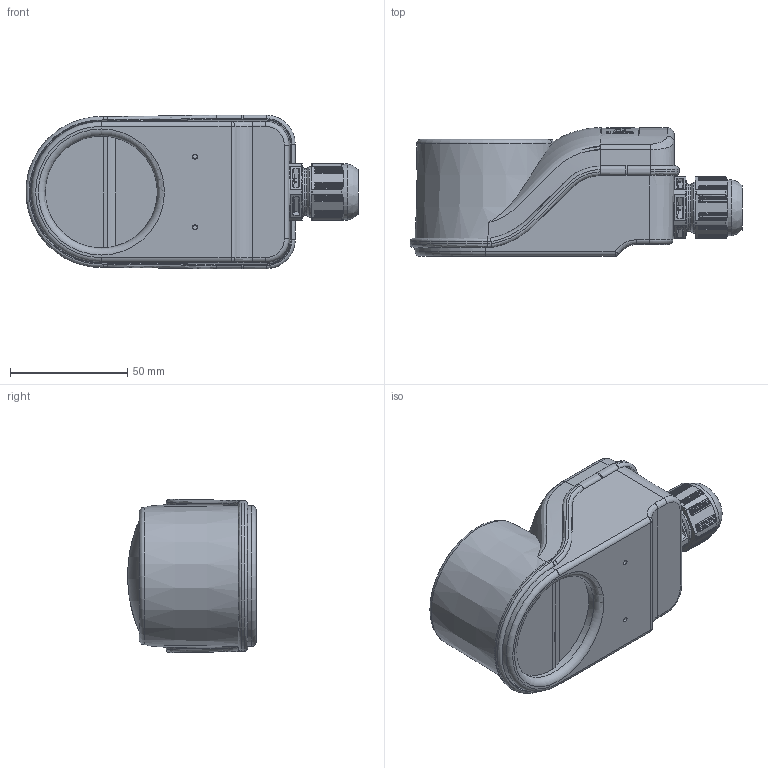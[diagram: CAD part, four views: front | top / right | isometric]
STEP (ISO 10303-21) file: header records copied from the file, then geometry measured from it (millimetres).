
FILE_DESCRIPTION(/* description */ ('Unknown'),/* implementation_level */ '2;1');
FILE_NAME(/* name */ 'I-Box',/* time_stamp */ '2022-07-19T11:14:05+02:00',/* author */ ('Unknown'),/* organization */ ('Unknown'),/* preprocessor_version */ 'ST-DEVELOPER v16.7',/* originating_system */ 'Solid Edge',/* authorisation */ 'Unknown');
FILE_SCHEMA (('AUTOMOTIVE_DESIGN {1 0 10303 214 3 1 1}'));
Length unit declared in the file: millimetre
Products named in the file (2): 49894033_49894031_(I-Box); IP__01
Assembly tree (1 placements, depth 2):
  49894033_49894031_(I-Box)
    IP__01
Bounding box: 141.8 x 54.91 x 65.55 mm (x, y, z)
Volume: 218447 mm3; surface area: 48388.1 mm2
Topology: 1 solids, 2 shells, 953 faces, 2416 edges, 1478 vertices
Faces by surface type: bspline 326, plane 249, cylinder 183, cone 155, torus 38, sphere 2
Full cylindrical faces by diameter (mm): 13.3 x2, 18.128 x1, 19.941 x1, 20 x2, 21.8 x1, 24 x1, 26.4 x1
Entity records: 44893 total; most frequent: CARTESIAN_POINT 25312, ORIENTED_EDGE 4716, DIRECTION 3024, EDGE_CURVE 2358, VERTEX_POINT 1459, AXIS2_PLACEMENT_3D 1126, B_SPLINE_CURVE_WITH_KNOTS 1088, EDGE_LOOP 1009
